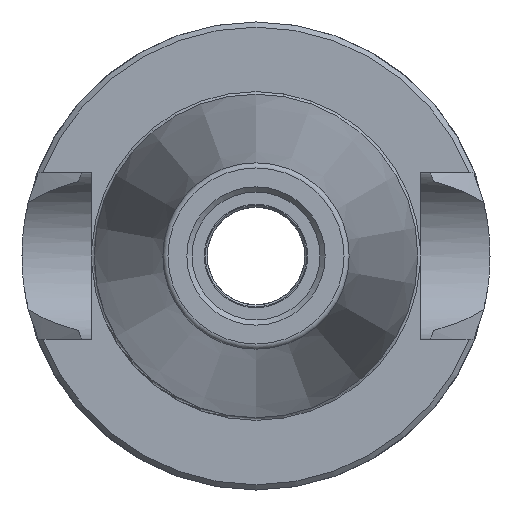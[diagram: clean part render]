
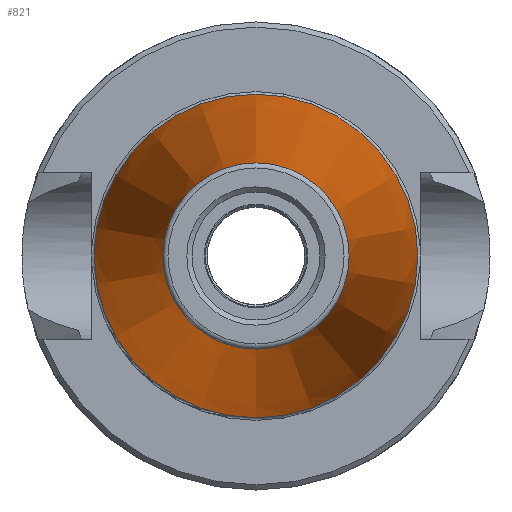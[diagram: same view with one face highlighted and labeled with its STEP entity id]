
A CAD part, left-side view. The second image highlights one B-rep face of the part: STEP entity #821.
In plain terms, the highlighted conical face has half-angle 7.973 degrees and reference radius 15.875 mm.
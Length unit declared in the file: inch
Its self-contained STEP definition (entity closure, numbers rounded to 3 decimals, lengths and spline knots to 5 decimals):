
#84=LINE('',#1534,#125);
#125=VECTOR('',#1165,0.625);
#140=CONICAL_SURFACE('',#934,0.625,0.139);
#219=FACE_OUTER_BOUND('',#275,.T.);
#275=EDGE_LOOP('',(#685,#686,#687,#688,#689));
#324=CIRCLE('',#922,0.35991);
#331=CIRCLE('',#935,0.625);
#332=CIRCLE('',#936,0.625);
#413=VERTEX_POINT('',#1509);
#419=VERTEX_POINT('',#1531);
#420=VERTEX_POINT('',#1532);
#507=EDGE_CURVE('',#413,#413,#324,.T.);
#517=EDGE_CURVE('',#419,#420,#331,.T.);
#518=EDGE_CURVE('',#420,#413,#84,.T.);
#519=EDGE_CURVE('',#420,#419,#332,.T.);
#685=ORIENTED_EDGE('',*,*,#517,.T.);
#686=ORIENTED_EDGE('',*,*,#518,.T.);
#687=ORIENTED_EDGE('',*,*,#507,.T.);
#688=ORIENTED_EDGE('',*,*,#518,.F.);
#689=ORIENTED_EDGE('',*,*,#519,.T.);
#821=ADVANCED_FACE('',(#219),#140,.T.);
#922=AXIS2_PLACEMENT_3D('',#1510,#1134,#1135);
#934=AXIS2_PLACEMENT_3D('',#1530,#1161,#1162);
#935=AXIS2_PLACEMENT_3D('',#1533,#1163,#1164);
#936=AXIS2_PLACEMENT_3D('',#1535,#1166,#1167);
#1134=DIRECTION('center_axis',(1.,0.,0.));
#1135=DIRECTION('ref_axis',(0.,0.,1.));
#1161=DIRECTION('center_axis',(1.,0.,0.));
#1162=DIRECTION('ref_axis',(0.,0.,-1.));
#1163=DIRECTION('center_axis',(-1.,0.,0.));
#1164=DIRECTION('ref_axis',(0.,0.,1.));
#1165=DIRECTION('',(-0.99,0.,-0.139));
#1166=DIRECTION('center_axis',(-1.,0.,0.));
#1167=DIRECTION('ref_axis',(0.,0.,1.));
#1509=CARTESIAN_POINT('',(-1.89277,0.,0.35991));
#1510=CARTESIAN_POINT('Origin',(-1.89277,0.,0.));
#1530=CARTESIAN_POINT('Origin',(0.,0.,0.));
#1531=CARTESIAN_POINT('',(0.,0.,-0.625));
#1532=CARTESIAN_POINT('',(0.,0.,0.625));
#1533=CARTESIAN_POINT('Origin',(0.,0.,0.));
#1534=CARTESIAN_POINT('',(0.,0.,0.625));
#1535=CARTESIAN_POINT('Origin',(0.,0.,0.));
